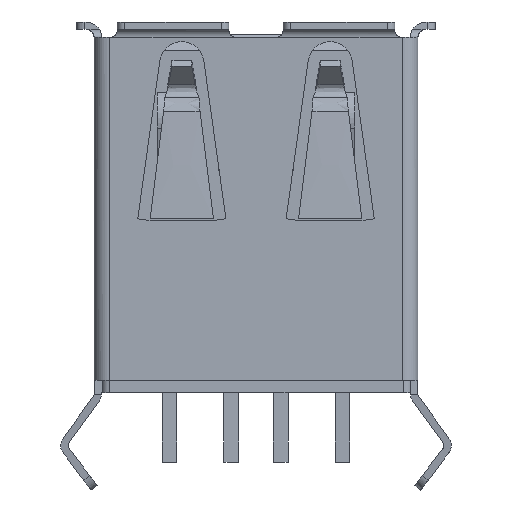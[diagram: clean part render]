
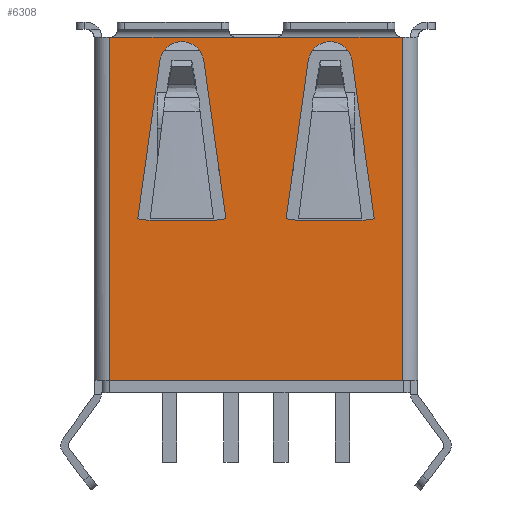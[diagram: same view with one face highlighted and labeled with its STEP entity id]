
A CAD part, front view. The second image highlights one B-rep face of the part: STEP entity #6308.
In plain terms, the highlighted planar face has unit normal (0, -1, 0).
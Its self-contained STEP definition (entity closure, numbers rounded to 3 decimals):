
#797=DIRECTION('',(0.99,0.,0.139));
#798=VECTOR('',#797,0.5);
#799=CARTESIAN_POINT('',(-1.713,-2.86,-8.027));
#800=LINE('',#799,#798);
#801=DIRECTION('',(-0.139,0.,0.99));
#802=VECTOR('',#801,6.453);
#803=CARTESIAN_POINT('',(-1.218,-2.86,-7.958));
#804=LINE('',#803,#802);
#805=CARTESIAN_POINT('',(-3.,-2.86,-1.691));
#806=DIRECTION('',(0.,-1.,0.));
#807=DIRECTION('',(0.99,0.,0.139));
#808=AXIS2_PLACEMENT_3D('',#805,#806,#807);
#810=DIRECTION('',(-0.139,0.,-0.99));
#811=VECTOR('',#810,6.453);
#812=CARTESIAN_POINT('',(-3.887,-2.86,-1.567));
#813=LINE('',#812,#811);
#814=DIRECTION('',(0.99,0.,-0.139));
#815=VECTOR('',#814,0.5);
#816=CARTESIAN_POINT('',(-4.782,-2.86,-7.958));
#817=LINE('',#816,#815);
#818=DIRECTION('',(1.,0.,0.));
#819=VECTOR('',#818,2.574);
#820=CARTESIAN_POINT('',(-4.287,-2.86,-8.027));
#821=LINE('',#820,#819);
#822=DIRECTION('',(0.99,0.,0.139));
#823=VECTOR('',#822,0.5);
#824=CARTESIAN_POINT('',(4.287,-2.86,-8.027));
#825=LINE('',#824,#823);
#826=DIRECTION('',(-0.139,0.,0.99));
#827=VECTOR('',#826,6.453);
#828=CARTESIAN_POINT('',(4.782,-2.86,-7.958));
#829=LINE('',#828,#827);
#830=CARTESIAN_POINT('',(3.,-2.86,-1.691));
#831=DIRECTION('',(0.,-1.,0.));
#832=DIRECTION('',(0.99,0.,0.139));
#833=AXIS2_PLACEMENT_3D('',#830,#831,#832);
#835=DIRECTION('',(-0.139,0.,-0.99));
#836=VECTOR('',#835,6.453);
#837=CARTESIAN_POINT('',(2.113,-2.86,-1.567));
#838=LINE('',#837,#836);
#839=DIRECTION('',(0.99,0.,-0.139));
#840=VECTOR('',#839,0.5);
#841=CARTESIAN_POINT('',(1.218,-2.86,-7.958));
#842=LINE('',#841,#840);
#843=DIRECTION('',(1.,0.,0.));
#844=VECTOR('',#843,2.574);
#845=CARTESIAN_POINT('',(1.713,-2.86,-8.027));
#846=LINE('',#845,#844);
#847=DIRECTION('',(1.,0.,0.));
#848=VECTOR('',#847,0.002);
#849=CARTESIAN_POINT('',(5.91,-2.86,
-0.62));
#850=LINE('',#849,#848);
#851=DIRECTION('',(1.,0.,0.));
#852=VECTOR('',#851,11.824);
#853=CARTESIAN_POINT('',(-5.912,-2.86,-14.5));
#854=LINE('',#853,#852);
#855=DIRECTION('',(1.,0.,0.));
#856=VECTOR('',#855,0.002);
#857=CARTESIAN_POINT('',(-5.912,-2.86,-0.62));
#858=LINE('',#857,#856);
#859=DIRECTION('',(1.,0.,0.));
#860=VECTOR('',#859,1.6);
#861=CARTESIAN_POINT('',(-0.8,-2.86,-0.62));
#862=LINE('',#861,#860);
#2756=DIRECTION('',(0.,0.,-1.));
#2757=VECTOR('',#2756,13.88);
#2758=CARTESIAN_POINT('',(5.912,-2.86,-0.62));
#2759=LINE('',#2758,#2757);
#2795=DIRECTION('',(0.,0.,1.));
#2796=VECTOR('',#2795,13.88);
#2797=CARTESIAN_POINT('',(-5.912,-2.86,-14.5));
#2798=LINE('',#2797,#2796);
#3619=DIRECTION('',(-1.,0.,0.));
#3620=VECTOR('',#3619,5.11);
#3621=CARTESIAN_POINT('',(5.91,-2.86,
-0.62));
#3622=LINE('',#3621,#3620);
#3633=DIRECTION('',(-1.,0.,0.));
#3634=VECTOR('',#3633,5.11);
#3635=CARTESIAN_POINT('',(-0.8,-2.86,-0.62));
#3636=LINE('',#3635,#3634);
#4130=CARTESIAN_POINT('',(-5.912,-2.86,-0.62));
#4132=VERTEX_POINT('',#4130);
#4138=CARTESIAN_POINT('',(5.912,-2.86,-0.62));
#4140=VERTEX_POINT('',#4138);
#4189=CARTESIAN_POINT('',(5.91,-2.86,
-0.62));
#4191=VERTEX_POINT('',#4189);
#4214=CARTESIAN_POINT('',(-5.91,-2.86,
-0.62));
#4216=VERTEX_POINT('',#4214);
#4393=CARTESIAN_POINT('',(-2.113,-2.86,-1.567));
#4394=CARTESIAN_POINT('',(-3.887,-2.86,-1.567));
#4395=VERTEX_POINT('',#4393);
#4396=VERTEX_POINT('',#4394);
#4397=CARTESIAN_POINT('',(-4.782,-2.86,-7.958));
#4398=VERTEX_POINT('',#4397);
#4399=CARTESIAN_POINT('',(-1.218,-2.86,-7.958));
#4400=VERTEX_POINT('',#4399);
#4674=CARTESIAN_POINT('',(-4.287,-2.86,-8.027));
#4675=CARTESIAN_POINT('',(-1.713,-2.86,-8.027));
#4676=VERTEX_POINT('',#4674);
#4677=VERTEX_POINT('',#4675);
#4682=CARTESIAN_POINT('',(3.887,-2.86,-1.567));
#4683=CARTESIAN_POINT('',(2.113,-2.86,-1.567));
#4684=VERTEX_POINT('',#4682);
#4685=VERTEX_POINT('',#4683);
#4686=CARTESIAN_POINT('',(1.218,-2.86,-7.958));
#4687=VERTEX_POINT('',#4686);
#4688=CARTESIAN_POINT('',(4.782,-2.86,-7.958));
#4689=VERTEX_POINT('',#4688);
#4753=CARTESIAN_POINT('',(1.713,-2.86,-8.027));
#4754=CARTESIAN_POINT('',(4.287,-2.86,-8.027));
#4755=VERTEX_POINT('',#4753);
#4756=VERTEX_POINT('',#4754);
#4905=CARTESIAN_POINT('',(-5.912,-2.86,-14.5));
#4906=CARTESIAN_POINT('',(5.912,-2.86,-14.5));
#4907=VERTEX_POINT('',#4905);
#4908=VERTEX_POINT('',#4906);
#4976=CARTESIAN_POINT('',(0.8,-2.86,-0.62));
#4978=VERTEX_POINT('',#4976);
#4983=CARTESIAN_POINT('',(-0.8,-2.86,-0.62));
#4985=VERTEX_POINT('',#4983);
#6259=CARTESIAN_POINT('',(-6.55,-2.86,-0.62));
#6260=DIRECTION('',(0.,-1.,0.));
#6261=DIRECTION('',(0.,0.,-1.));
#6262=AXIS2_PLACEMENT_3D('',#6259,#6260,#6261);
#6263=PLANE('',#6262);
#6265=ORIENTED_EDGE('',*,*,#6264,.F.);
#6267=ORIENTED_EDGE('',*,*,#6266,.T.);
#6269=ORIENTED_EDGE('',*,*,#6268,.T.);
#6271=ORIENTED_EDGE('',*,*,#6270,.F.);
#6273=ORIENTED_EDGE('',*,*,#6272,.T.);
#6275=ORIENTED_EDGE('',*,*,#6274,.T.);
#6277=ORIENTED_EDGE('',*,*,#6276,.F.);
#6279=ORIENTED_EDGE('',*,*,#6278,.T.);
#6280=EDGE_LOOP('',(#6265,#6267,#6269,#6271,#6273,#6275,#6277,#6279));
#6281=FACE_OUTER_BOUND('',#6280,.F.);
#6283=ORIENTED_EDGE('',*,*,#6282,.T.);
#6285=ORIENTED_EDGE('',*,*,#6284,.T.);
#6287=ORIENTED_EDGE('',*,*,#6286,.T.);
#6289=ORIENTED_EDGE('',*,*,#6288,.T.);
#6291=ORIENTED_EDGE('',*,*,#6290,.T.);
#6293=ORIENTED_EDGE('',*,*,#6292,.T.);
#6294=EDGE_LOOP('',(#6283,#6285,#6287,#6289,#6291,#6293));
#6295=FACE_BOUND('',#6294,.F.);
#6296=ORIENTED_EDGE('',*,*,#6156,.T.);
#6298=ORIENTED_EDGE('',*,*,#6297,.T.);
#6300=ORIENTED_EDGE('',*,*,#6299,.T.);
#6302=ORIENTED_EDGE('',*,*,#6301,.T.);
#6303=ORIENTED_EDGE('',*,*,#6234,.T.);
#6305=ORIENTED_EDGE('',*,*,#6304,.T.);
#6306=EDGE_LOOP('',(#6296,#6298,#6300,#6302,#6303,#6305));
#6307=FACE_BOUND('',#6306,.F.);
#809=CIRCLE('',#808,0.896);
#834=CIRCLE('',#833,0.896);
#6156=EDGE_CURVE('',#4677,#4400,#800,.T.);
#6234=EDGE_CURVE('',#4398,#4676,#817,.T.);
#6264=EDGE_CURVE('',#4191,#4978,#3622,.T.);
#6266=EDGE_CURVE('',#4191,#4140,#850,.T.);
#6268=EDGE_CURVE('',#4140,#4908,#2759,.T.);
#6270=EDGE_CURVE('',#4907,#4908,#854,.T.);
#6272=EDGE_CURVE('',#4907,#4132,#2798,.T.);
#6274=EDGE_CURVE('',#4132,#4216,#858,.T.);
#6276=EDGE_CURVE('',#4985,#4216,#3636,.T.);
#6278=EDGE_CURVE('',#4985,#4978,#862,.T.);
#6282=EDGE_CURVE('',#4756,#4689,#825,.T.);
#6284=EDGE_CURVE('',#4689,#4684,#829,.T.);
#6286=EDGE_CURVE('',#4684,#4685,#834,.T.);
#6288=EDGE_CURVE('',#4685,#4687,#838,.T.);
#6290=EDGE_CURVE('',#4687,#4755,#842,.T.);
#6292=EDGE_CURVE('',#4755,#4756,#846,.T.);
#6297=EDGE_CURVE('',#4400,#4395,#804,.T.);
#6299=EDGE_CURVE('',#4395,#4396,#809,.T.);
#6301=EDGE_CURVE('',#4396,#4398,#813,.T.);
#6304=EDGE_CURVE('',#4676,#4677,#821,.T.);
#6308=ADVANCED_FACE('',(#6281,#6295,#6307),#6263,.T.);
